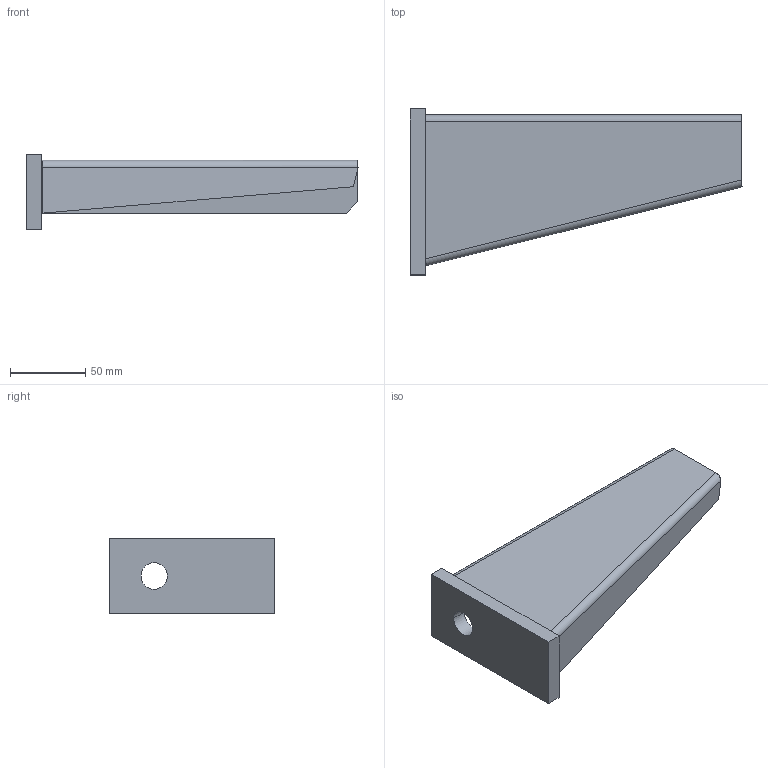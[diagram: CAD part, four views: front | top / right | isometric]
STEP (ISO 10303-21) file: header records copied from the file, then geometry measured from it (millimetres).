
FILE_DESCRIPTION((''),'2;1');
FILE_NAME('6417752_ORG_ASM','2012-06-19T',('AndreasKeweloh'),(''),'PRO/ENGINEER BY PARAMETRIC TECHNOLOGY CORPORATION, 2012060','PRO/ENGINEER BY PARAMETRIC TECHNOLOGY CORPORATION, 2012060','');
FILE_SCHEMA(('CONFIG_CONTROL_DESIGN'));
Length unit declared in the file: millimetre
Products named in the file (4): KOPFPLATTE; AUSLEGER-FORMTEIL; AUSLEGER_ASM; 6417752_ORG_ASM
Assembly tree (3 placements, depth 3):
  6417752_ORG_ASM
    AUSLEGER_ASM
      KOPFPLATTE
      AUSLEGER-FORMTEIL
Bounding box: 220 x 110 x 50 mm (x, y, z)
Volume: 132396.4 mm3; surface area: 69484.2 mm2
Topology: 2 solids, 2 shells, 30 faces, 68 edges, 42 vertices
Faces by surface type: plane 23, cylinder 6, bspline 1
Entity records: 1121 total; most frequent: CARTESIAN_POINT 335, DIRECTION 151, ORIENTED_EDGE 136, EDGE_CURVE 68, VECTOR 55, LINE 55, AXIS2_PLACEMENT_3D 48, VERTEX_POINT 42
